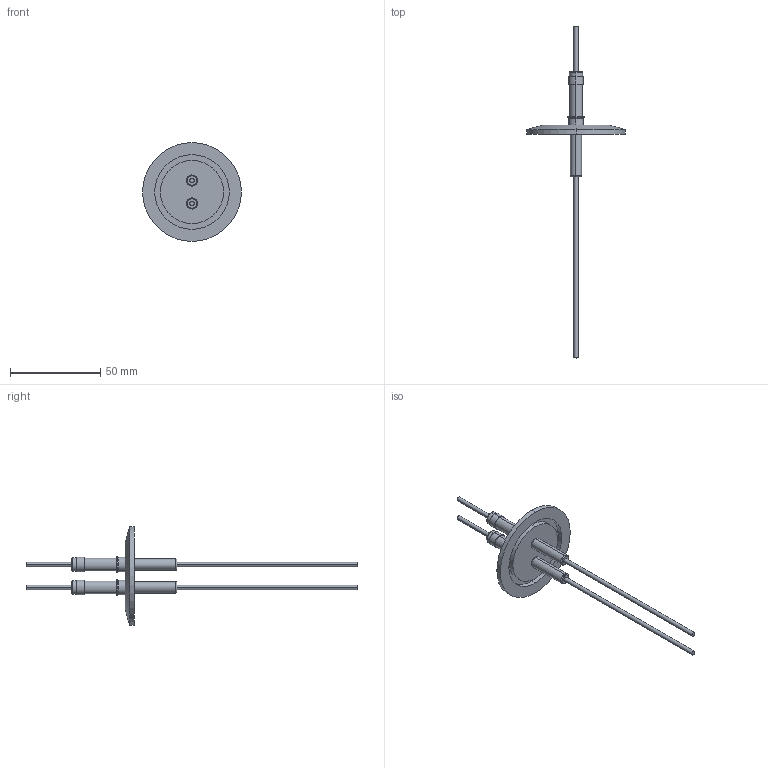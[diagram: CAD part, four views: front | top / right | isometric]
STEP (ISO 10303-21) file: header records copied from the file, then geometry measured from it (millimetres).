
FILE_DESCRIPTION (( 'STEP AP203' ), '1' );
FILE_NAME ('A0507-1-QF.STEP', '2019-11-13T21:03:19', ( '' ), ( '' ), 'SwSTEP 2.0', 'SolidWorks 2019', '' );
FILE_SCHEMA (( 'CONFIG_CONTROL_DESIGN' ));
Length unit declared in the file: inch
Products named in the file (1): A0507-1-QF
Bounding box: 54.86 x 184.15 x 54.86 mm (x, y, z)
Volume: 14419.9 mm3; surface area: 10113.4 mm2
Topology: 1 solids, 1 shells, 78 faces, 154 edges, 94 vertices
Faces by surface type: cylinder 42, plane 18, cone 10, torus 8
Entity records: 2111 total; most frequent: DIRECTION 414, CARTESIAN_POINT 327, ORIENTED_EDGE 308, AXIS2_PLACEMENT_3D 181, EDGE_CURVE 154, CIRCLE 102, VERTEX_POINT 94, EDGE_LOOP 94
